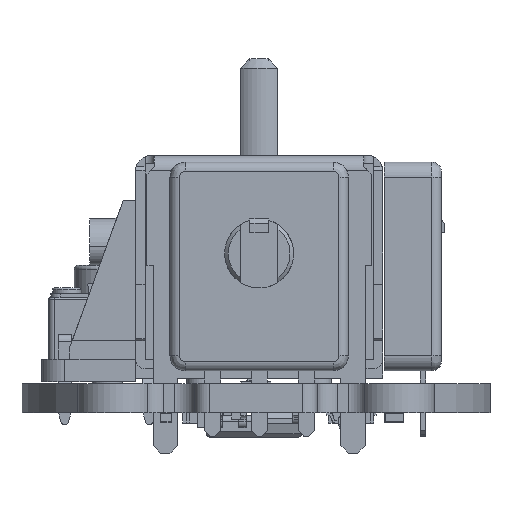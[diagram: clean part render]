
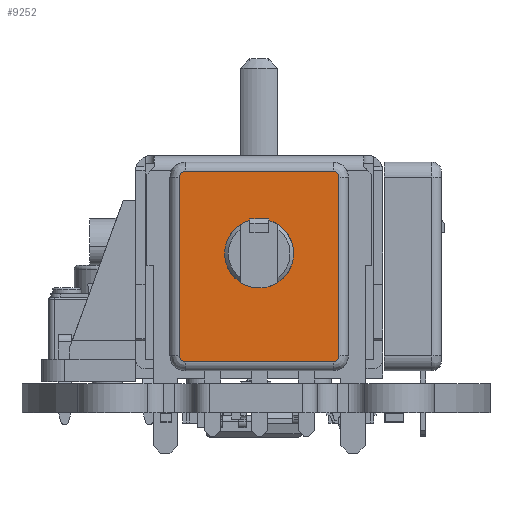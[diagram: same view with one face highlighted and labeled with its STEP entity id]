
A CAD part, front view. The second image highlights one B-rep face of the part: STEP entity #9252.
In plain terms, the highlighted face is planar.
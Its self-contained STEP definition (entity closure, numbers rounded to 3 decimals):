
#8868 = VERTEX_POINT('',#8869);
#8869 = CARTESIAN_POINT('',(-7.158,-12.98,-11.));
#8887 = VERTEX_POINT('',#8888);
#8888 = CARTESIAN_POINT('',(-7.158,-12.98,-1.483));
#8895 = EDGE_CURVE('',#8887,#8868,#8896,.T.);
#8896 = LINE('',#8897,#8898);
#8897 = CARTESIAN_POINT('',(-7.158,-12.98,-5.458));
#8898 = VECTOR('',#8899,1.);
#8899 = DIRECTION('',(0.,0.,-1.));
#8919 = EDGE_CURVE('',#8920,#8887,#8922,.T.);
#8920 = VERTEX_POINT('',#8921);
#8921 = CARTESIAN_POINT('',(-7.158,-12.68,-1.183));
#8922 = CIRCLE('',#8923,0.3);
#8923 = AXIS2_PLACEMENT_3D('',#8924,#8925,#8926);
#8924 = CARTESIAN_POINT('',(-7.158,-12.68,-1.483));
#8925 = DIRECTION('',(1.,0.,0.));
#8926 = DIRECTION('',(0.,-0.707,0.707
    ));
#8951 = VERTEX_POINT('',#8952);
#8952 = CARTESIAN_POINT('',(-7.158,-4.78,-1.183));
#8959 = EDGE_CURVE('',#8951,#8920,#8960,.T.);
#8960 = LINE('',#8961,#8962);
#8961 = CARTESIAN_POINT('',(-7.158,-12.68,-1.183));
#8962 = VECTOR('',#8963,1.);
#8963 = DIRECTION('',(0.,-1.,0.));
#8990 = EDGE_CURVE('',#8991,#8951,#8993,.T.);
#8991 = VERTEX_POINT('',#8992);
#8992 = CARTESIAN_POINT('',(-7.158,-4.48,-1.483));
#8993 = CIRCLE('',#8994,0.3);
#8994 = AXIS2_PLACEMENT_3D('',#8995,#8996,#8997);
#8995 = CARTESIAN_POINT('',(-7.158,-4.78,-1.483));
#8996 = DIRECTION('',(1.,0.,0.));
#8997 = DIRECTION('',(0.,0.707,0.707)
  );
#9022 = VERTEX_POINT('',#9023);
#9023 = CARTESIAN_POINT('',(-7.158,-4.48,-11.));
#9030 = EDGE_CURVE('',#9022,#8991,#9031,.T.);
#9031 = LINE('',#9032,#9033);
#9032 = CARTESIAN_POINT('',(-7.158,-4.48,-5.458));
#9033 = VECTOR('',#9034,1.);
#9034 = DIRECTION('',(0.,0.,1.));
#9061 = EDGE_CURVE('',#9062,#9022,#9064,.T.);
#9062 = VERTEX_POINT('',#9063);
#9063 = CARTESIAN_POINT('',(-7.158,-4.78,-11.3));
#9064 = CIRCLE('',#9065,0.3);
#9065 = AXIS2_PLACEMENT_3D('',#9066,#9067,#9068);
#9066 = CARTESIAN_POINT('',(-7.158,-4.78,-11.));
#9067 = DIRECTION('',(1.,0.,0.));
#9068 = DIRECTION('',(0.,0.707,
    -0.707));
#9093 = VERTEX_POINT('',#9094);
#9094 = CARTESIAN_POINT('',(-7.158,-12.68,-11.3));
#9101 = EDGE_CURVE('',#9093,#9062,#9102,.T.);
#9102 = LINE('',#9103,#9104);
#9103 = CARTESIAN_POINT('',(-7.158,-12.68,-11.3));
#9104 = VECTOR('',#9105,1.);
#9105 = DIRECTION('',(0.,1.,0.));
#9130 = EDGE_CURVE('',#8868,#9093,#9131,.T.);
#9131 = CIRCLE('',#9132,0.3);
#9132 = AXIS2_PLACEMENT_3D('',#9133,#9134,#9135);
#9133 = CARTESIAN_POINT('',(-7.158,-12.68,-11.));
#9134 = DIRECTION('',(1.,0.,0.));
#9135 = DIRECTION('',(0.,-0.707,-0.707
    ));
#9252 = ADVANCED_FACE('',(#9253,#9263),#9298,.F.);
#9253 = FACE_BOUND('',#9254,.T.);
#9254 = EDGE_LOOP('',(#9255,#9256,#9257,#9258,#9259,#9260,#9261,#9262));
#9255 = ORIENTED_EDGE('',*,*,#8895,.F.);
#9256 = ORIENTED_EDGE('',*,*,#8919,.F.);
#9257 = ORIENTED_EDGE('',*,*,#8959,.F.);
#9258 = ORIENTED_EDGE('',*,*,#8990,.F.);
#9259 = ORIENTED_EDGE('',*,*,#9030,.F.);
#9260 = ORIENTED_EDGE('',*,*,#9061,.F.);
#9261 = ORIENTED_EDGE('',*,*,#9101,.F.);
#9262 = ORIENTED_EDGE('',*,*,#9130,.F.);
#9263 = FACE_BOUND('',#9264,.T.);
#9264 = EDGE_LOOP('',(#9265,#9275,#9283,#9291));
#9265 = ORIENTED_EDGE('',*,*,#9266,.F.);
#9266 = EDGE_CURVE('',#9267,#9269,#9271,.T.);
#9267 = VERTEX_POINT('',#9268);
#9268 = CARTESIAN_POINT('',(-7.158,-9.23,-8.778));
#9269 = VERTEX_POINT('',#9270);
#9270 = CARTESIAN_POINT('',(-7.158,-9.23,-8.704));
#9271 = LINE('',#9272,#9273);
#9272 = CARTESIAN_POINT('',(-7.158,-9.23,-9.988));
#9273 = VECTOR('',#9274,1.);
#9274 = DIRECTION('',(0.,0.,1.));
#9275 = ORIENTED_EDGE('',*,*,#9276,.F.);
#9276 = EDGE_CURVE('',#9277,#9267,#9279,.T.);
#9277 = VERTEX_POINT('',#9278);
#9278 = CARTESIAN_POINT('',(-7.158,-8.23,-8.778));
#9279 = LINE('',#9280,#9281);
#9280 = CARTESIAN_POINT('',(-7.158,-10.955,-8.778));
#9281 = VECTOR('',#9282,1.);
#9282 = DIRECTION('',(0.,-1.,0.));
#9283 = ORIENTED_EDGE('',*,*,#9284,.T.);
#9284 = EDGE_CURVE('',#9277,#9285,#9287,.T.);
#9285 = VERTEX_POINT('',#9286);
#9286 = CARTESIAN_POINT('',(-7.158,-8.23,-8.704));
#9287 = LINE('',#9288,#9289);
#9288 = CARTESIAN_POINT('',(-7.158,-8.23,-9.988));
#9289 = VECTOR('',#9290,1.);
#9290 = DIRECTION('',(0.,0.,1.));
#9291 = ORIENTED_EDGE('',*,*,#9292,.T.);
#9292 = EDGE_CURVE('',#9285,#9269,#9293,.T.);
#9293 = CIRCLE('',#9294,1.84);
#9294 = AXIS2_PLACEMENT_3D('',#9295,#9296,#9297);
#9295 = CARTESIAN_POINT('',(-7.158,-8.73,-6.933));
#9296 = DIRECTION('',(1.,0.,0.));
#9297 = DIRECTION('',(0.,0.,1.));
#9298 = PLANE('',#9299);
#9299 = AXIS2_PLACEMENT_3D('',#9300,#9301,#9302);
#9300 = CARTESIAN_POINT('',(-7.158,-12.68,-10.983));
#9301 = DIRECTION('',(1.,0.,0.));
#9302 = DIRECTION('',(0.,0.,-1.));
